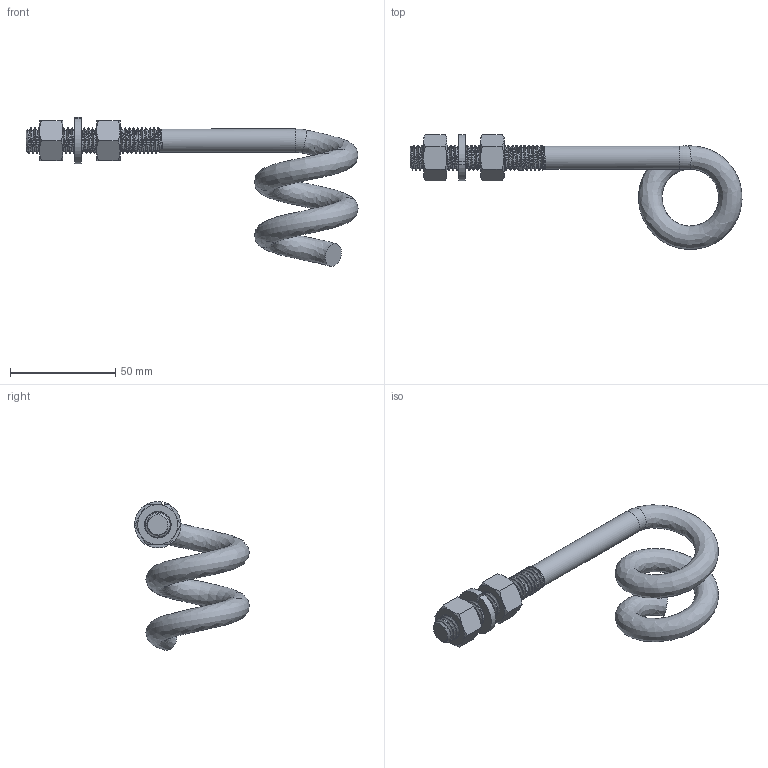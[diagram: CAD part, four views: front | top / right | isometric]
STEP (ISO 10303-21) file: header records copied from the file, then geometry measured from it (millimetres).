
FILE_DESCRIPTION(/* description */ ('Model RS-27P kit.'),/* implementation_level */ '2;1');
FILE_NAME(/* name */ 'RS-27P.stp',/* time_stamp */ '2020-09-28T14:48:10-04:00',/* author */ ('GL'),/* organization */ ('Conveyor Components Company, Division of Material Control, Inc.'),/* preprocessor_version */ 'ST-DEVELOPER v18',/* originating_system */ 'Autodesk Inventor 2020',/* authorisation */ 'GL');
FILE_SCHEMA (('AUTOMOTIVE_DESIGN { 1 0 10303 214 3 1 1 }'));
Length unit declared in the file: inch
Products named in the file (4): RS-27P; 20176540; 22014401; 22013502
Assembly tree (4 placements, depth 2):
  RS-27P
    20176540
    22014401  x2
    22013502
Bounding box: 157.88 x 54.58 x 70.89 mm (x, y, z)
Volume: 44323.3 mm3; surface area: 19417.7 mm2
Topology: 4 solids, 4 shells, 134 faces, 337 edges, 211 vertices
Faces by surface type: cylinder 75, cone 30, plane 22, bspline 6, torus 1
Full cylindrical faces by diameter (mm): 9.95 x33, 10.592 x2, 11.125 x1, 12.065 x34
Entity records: 9635 total; most frequent: CARTESIAN_POINT 7122, ORIENTED_EDGE 576, DIRECTION 381, EDGE_CURVE 288, VERTEX_POINT 183, AXIS2_PLACEMENT_3D 145, B_SPLINE_CURVE_WITH_KNOTS 141, EDGE_LOOP 113
